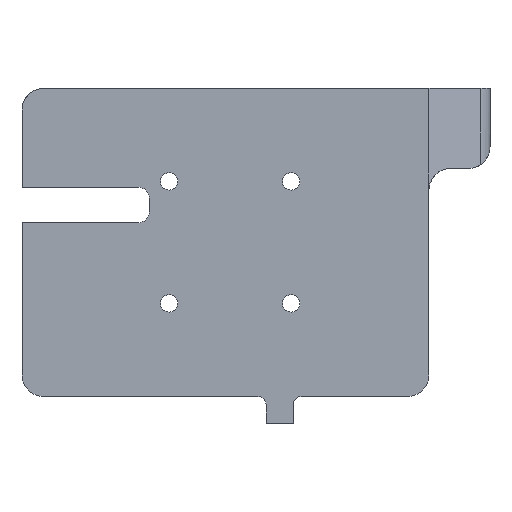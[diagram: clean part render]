
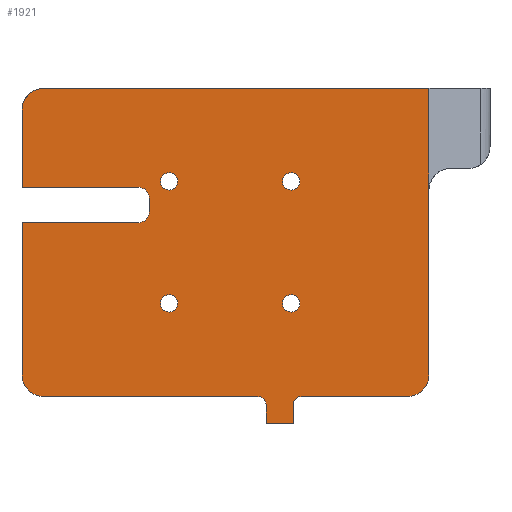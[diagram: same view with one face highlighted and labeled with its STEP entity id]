
A CAD part, front view. The second image highlights one B-rep face of the part: STEP entity #1921.
In plain terms, the highlighted planar face has unit normal (0, -1, 0).
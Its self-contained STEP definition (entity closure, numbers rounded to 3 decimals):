
#62=FACE_BOUND('',#289,.T.);
#63=FACE_BOUND('',#290,.T.);
#64=FACE_BOUND('',#291,.T.);
#65=FACE_BOUND('',#292,.T.);
#90=PLANE('',#2117);
#160=FACE_OUTER_BOUND('',#288,.T.);
#288=EDGE_LOOP('',(#1503,#1504,#1505,#1506,#1507,#1508,#1509,#1510,#1511,
#1512,#1513,#1514,#1515,#1516,#1517,#1518,#1519,#1520,#1521,#1522));
#289=EDGE_LOOP('',(#1523));
#290=EDGE_LOOP('',(#1524));
#291=EDGE_LOOP('',(#1525));
#292=EDGE_LOOP('',(#1526));
#400=LINE('',#2886,#548);
#405=LINE('',#2927,#553);
#414=LINE('',#2963,#562);
#417=LINE('',#2974,#565);
#419=LINE('',#2978,#567);
#426=LINE('',#2998,#574);
#432=LINE('',#3009,#580);
#445=LINE('',#3226,#593);
#459=LINE('',#3327,#607);
#476=LINE('',#3404,#624);
#478=LINE('',#3415,#626);
#479=LINE('',#3416,#627);
#480=LINE('',#3418,#628);
#548=VECTOR('',#2268,10.);
#553=VECTOR('',#2297,10.);
#562=VECTOR('',#2324,10.);
#565=VECTOR('',#2335,10.);
#567=VECTOR('',#2339,10.);
#574=VECTOR('',#2358,10.);
#580=VECTOR('',#2366,10.);
#593=VECTOR('',#2409,10.);
#607=VECTOR('',#2455,10.);
#624=VECTOR('',#2524,10.);
#626=VECTOR('',#2538,10.);
#627=VECTOR('',#2539,10.);
#628=VECTOR('',#2540,10.);
#692=CIRCLE('',#2020,1.5);
#698=CIRCLE('',#2028,1.5);
#707=CIRCLE('',#2041,2.);
#710=CIRCLE('',#2046,2.);
#748=CIRCLE('',#2114,4.);
#750=CIRCLE('',#2118,4.);
#751=CIRCLE('',#2119,4.);
#752=CIRCLE('',#2120,1.6);
#753=CIRCLE('',#2121,1.6);
#754=CIRCLE('',#2122,1.6);
#755=CIRCLE('',#2123,1.6);
#806=VERTEX_POINT('',#2866);
#807=VERTEX_POINT('',#2867);
#813=VERTEX_POINT('',#2884);
#819=VERTEX_POINT('',#2897);
#820=VERTEX_POINT('',#2899);
#825=VERTEX_POINT('',#2926);
#836=VERTEX_POINT('',#2951);
#837=VERTEX_POINT('',#2953);
#840=VERTEX_POINT('',#2961);
#843=VERTEX_POINT('',#2968);
#844=VERTEX_POINT('',#2970);
#845=VERTEX_POINT('',#2977);
#852=VERTEX_POINT('',#2997);
#856=VERTEX_POINT('',#3007);
#878=VERTEX_POINT('',#3223);
#879=VERTEX_POINT('',#3225);
#896=VERTEX_POINT('',#3324);
#897=VERTEX_POINT('',#3326);
#928=VERTEX_POINT('',#3413);
#929=VERTEX_POINT('',#3417);
#930=VERTEX_POINT('',#3420);
#931=VERTEX_POINT('',#3422);
#932=VERTEX_POINT('',#3424);
#933=VERTEX_POINT('',#3426);
#985=EDGE_CURVE('',#806,#807,#692,.T.);
#994=EDGE_CURVE('',#813,#806,#400,.T.);
#1000=EDGE_CURVE('',#819,#820,#698,.T.);
#1008=EDGE_CURVE('',#825,#820,#405,.T.);
#1020=EDGE_CURVE('',#836,#837,#707,.T.);
#1025=EDGE_CURVE('',#836,#840,#414,.T.);
#1028=EDGE_CURVE('',#843,#844,#710,.T.);
#1030=EDGE_CURVE('',#843,#837,#417,.T.);
#1032=EDGE_CURVE('',#845,#844,#419,.T.);
#1042=EDGE_CURVE('',#852,#845,#426,.T.);
#1048=EDGE_CURVE('',#840,#856,#432,.T.);
#1078=EDGE_CURVE('',#879,#878,#445,.T.);
#1104=EDGE_CURVE('',#897,#896,#459,.T.);
#1143=EDGE_CURVE('',#878,#897,#476,.T.);
#1144=EDGE_CURVE('',#852,#896,#748,.T.);
#1148=EDGE_CURVE('',#928,#856,#750,.T.);
#1149=EDGE_CURVE('',#928,#807,#478,.T.);
#1150=EDGE_CURVE('',#825,#813,#479,.T.);
#1151=EDGE_CURVE('',#819,#929,#480,.T.);
#1152=EDGE_CURVE('',#879,#929,#751,.T.);
#1153=EDGE_CURVE('',#930,#930,#752,.T.);
#1154=EDGE_CURVE('',#931,#931,#753,.T.);
#1155=EDGE_CURVE('',#932,#932,#754,.T.);
#1156=EDGE_CURVE('',#933,#933,#755,.T.);
#1503=ORIENTED_EDGE('',*,*,#1025,.T.);
#1504=ORIENTED_EDGE('',*,*,#1048,.T.);
#1505=ORIENTED_EDGE('',*,*,#1148,.F.);
#1506=ORIENTED_EDGE('',*,*,#1149,.T.);
#1507=ORIENTED_EDGE('',*,*,#985,.F.);
#1508=ORIENTED_EDGE('',*,*,#994,.F.);
#1509=ORIENTED_EDGE('',*,*,#1150,.F.);
#1510=ORIENTED_EDGE('',*,*,#1008,.T.);
#1511=ORIENTED_EDGE('',*,*,#1000,.F.);
#1512=ORIENTED_EDGE('',*,*,#1151,.T.);
#1513=ORIENTED_EDGE('',*,*,#1152,.F.);
#1514=ORIENTED_EDGE('',*,*,#1078,.T.);
#1515=ORIENTED_EDGE('',*,*,#1143,.T.);
#1516=ORIENTED_EDGE('',*,*,#1104,.T.);
#1517=ORIENTED_EDGE('',*,*,#1144,.F.);
#1518=ORIENTED_EDGE('',*,*,#1042,.T.);
#1519=ORIENTED_EDGE('',*,*,#1032,.T.);
#1520=ORIENTED_EDGE('',*,*,#1028,.F.);
#1521=ORIENTED_EDGE('',*,*,#1030,.T.);
#1522=ORIENTED_EDGE('',*,*,#1020,.F.);
#1523=ORIENTED_EDGE('',*,*,#1153,.T.);
#1524=ORIENTED_EDGE('',*,*,#1154,.T.);
#1525=ORIENTED_EDGE('',*,*,#1155,.T.);
#1526=ORIENTED_EDGE('',*,*,#1156,.T.);
#1921=ADVANCED_FACE('',(#160,#62,#63,#64,#65),#90,.T.);
#2020=AXIS2_PLACEMENT_3D('',#2868,#2256,#2257);
#2028=AXIS2_PLACEMENT_3D('',#2900,#2280,#2281);
#2041=AXIS2_PLACEMENT_3D('',#2954,#2315,#2316);
#2046=AXIS2_PLACEMENT_3D('',#2971,#2330,#2331);
#2114=AXIS2_PLACEMENT_3D('',#3406,#2527,#2528);
#2117=AXIS2_PLACEMENT_3D('',#3412,#2534,#2535);
#2118=AXIS2_PLACEMENT_3D('',#3414,#2536,#2537);
#2119=AXIS2_PLACEMENT_3D('',#3419,#2541,#2542);
#2120=AXIS2_PLACEMENT_3D('',#3421,#2543,#2544);
#2121=AXIS2_PLACEMENT_3D('',#3423,#2545,#2546);
#2122=AXIS2_PLACEMENT_3D('',#3425,#2547,#2548);
#2123=AXIS2_PLACEMENT_3D('',#3427,#2549,#2550);
#2256=DIRECTION('center_axis',(0.,-1.,0.));
#2257=DIRECTION('ref_axis',(0.707,0.,0.707));
#2268=DIRECTION('',(0.,0.,1.));
#2280=DIRECTION('center_axis',(0.,-1.,0.));
#2281=DIRECTION('ref_axis',(-0.707,0.,0.707));
#2297=DIRECTION('',(0.,0.,1.));
#2315=DIRECTION('center_axis',(0.,-1.,0.));
#2316=DIRECTION('ref_axis',(0.707,0.,-0.707));
#2324=DIRECTION('',(-1.,0.,0.));
#2330=DIRECTION('center_axis',(0.,-1.,0.));
#2331=DIRECTION('ref_axis',(0.707,0.,0.707));
#2335=DIRECTION('',(0.,0.,-1.));
#2339=DIRECTION('',(1.,0.,0.));
#2358=DIRECTION('',(0.,0.,-1.));
#2366=DIRECTION('',(0.,0.,-1.));
#2409=DIRECTION('',(0.,0.,1.));
#2455=DIRECTION('',(-1.,0.,0.));
#2524=DIRECTION('',(0.,0.,1.));
#2527=DIRECTION('center_axis',(0.,1.,0.));
#2528=DIRECTION('ref_axis',(-0.707,0.,0.707));
#2534=DIRECTION('center_axis',(0.,-1.,0.));
#2535=DIRECTION('ref_axis',(0.,0.,-1.));
#2536=DIRECTION('center_axis',(0.,1.,0.));
#2537=DIRECTION('ref_axis',(-0.707,0.,-0.707));
#2538=DIRECTION('',(1.,0.,0.));
#2539=DIRECTION('',(-1.,0.,0.));
#2540=DIRECTION('',(1.,0.,0.));
#2541=DIRECTION('center_axis',(0.,1.,0.));
#2542=DIRECTION('ref_axis',(0.707,0.,-0.707));
#2543=DIRECTION('center_axis',(0.,1.,0.));
#2544=DIRECTION('ref_axis',(-1.,0.,0.));
#2545=DIRECTION('center_axis',(0.,1.,0.));
#2546=DIRECTION('ref_axis',(-1.,0.,0.));
#2547=DIRECTION('center_axis',(0.,1.,0.));
#2548=DIRECTION('ref_axis',(-1.,0.,0.));
#2549=DIRECTION('center_axis',(0.,1.,0.));
#2550=DIRECTION('ref_axis',(-1.,0.,0.));
#2866=CARTESIAN_POINT('',(20.35,-33.65,-17.2));
#2867=CARTESIAN_POINT('',(18.85,-33.65,-15.7));
#2868=CARTESIAN_POINT('Origin',(18.85,-33.65,-17.2));
#2884=CARTESIAN_POINT('',(20.35,-33.65,-20.7));
#2886=CARTESIAN_POINT('',(20.35,-33.65,-20.7));
#2897=CARTESIAN_POINT('',(26.85,-33.65,-15.7));
#2899=CARTESIAN_POINT('',(25.35,-33.65,-17.2));
#2900=CARTESIAN_POINT('Origin',(26.85,-33.65,-17.2));
#2926=CARTESIAN_POINT('',(25.35,-33.65,-20.7));
#2927=CARTESIAN_POINT('',(25.35,-33.65,-20.7));
#2951=CARTESIAN_POINT('',(-3.15,-33.65,16.35));
#2953=CARTESIAN_POINT('',(-1.15,-33.65,18.35));
#2954=CARTESIAN_POINT('Origin',(-3.15,-33.65,18.35));
#2961=CARTESIAN_POINT('',(-24.65,-33.65,16.35));
#2963=CARTESIAN_POINT('',(-5.888,-33.65,16.35));
#2968=CARTESIAN_POINT('',(-1.15,-33.65,20.85));
#2970=CARTESIAN_POINT('',(-3.15,-33.65,22.85));
#2971=CARTESIAN_POINT('Origin',(-3.15,-33.65,20.85));
#2974=CARTESIAN_POINT('',(-1.15,-33.65,14.525));
#2977=CARTESIAN_POINT('',(-24.65,-33.65,22.85));
#2978=CARTESIAN_POINT('',(5.862,-33.65,22.85));
#2997=CARTESIAN_POINT('',(-24.65,-33.65,37.1));
#2998=CARTESIAN_POINT('',(-24.65,-33.65,41.1));
#3007=CARTESIAN_POINT('',(-24.65,-33.65,-11.7));
#3009=CARTESIAN_POINT('',(-24.65,-33.65,41.1));
#3223=CARTESIAN_POINT('',(50.4,-33.65,22.35));
#3225=CARTESIAN_POINT('',(50.4,-33.65,-11.7));
#3226=CARTESIAN_POINT('',(50.4,-33.65,-15.7));
#3324=CARTESIAN_POINT('',(-20.65,-33.65,41.1));
#3326=CARTESIAN_POINT('',(50.4,-33.65,41.1));
#3327=CARTESIAN_POINT('',(50.4,-33.65,41.1));
#3404=CARTESIAN_POINT('',(50.4,-33.65,-15.7));
#3406=CARTESIAN_POINT('Origin',(-20.65,-33.65,37.1));
#3412=CARTESIAN_POINT('Origin',(12.875,-33.65,12.7));
#3413=CARTESIAN_POINT('',(-20.65,-33.65,-15.7));
#3414=CARTESIAN_POINT('Origin',(-20.65,-33.65,-11.7));
#3415=CARTESIAN_POINT('',(-24.65,-33.65,-15.7));
#3416=CARTESIAN_POINT('',(25.35,-33.65,-20.7));
#3417=CARTESIAN_POINT('',(46.4,-33.65,-15.7));
#3418=CARTESIAN_POINT('',(-24.65,-33.65,-15.7));
#3419=CARTESIAN_POINT('Origin',(46.4,-33.65,-11.7));
#3420=CARTESIAN_POINT('',(26.575,-33.65,1.45));
#3421=CARTESIAN_POINT('Origin',(24.975,-33.65,1.45));
#3422=CARTESIAN_POINT('',(26.575,-33.65,23.95));
#3423=CARTESIAN_POINT('Origin',(24.975,-33.65,23.95));
#3424=CARTESIAN_POINT('',(4.075,-33.65,23.95));
#3425=CARTESIAN_POINT('Origin',(2.475,-33.65,23.95));
#3426=CARTESIAN_POINT('',(4.075,-33.65,1.45));
#3427=CARTESIAN_POINT('Origin',(2.475,-33.65,1.45));
